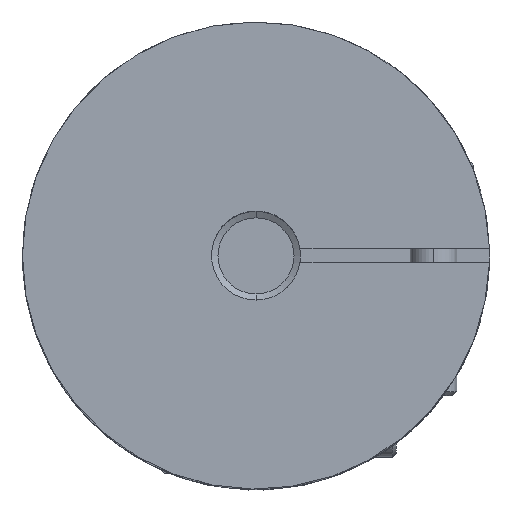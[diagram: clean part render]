
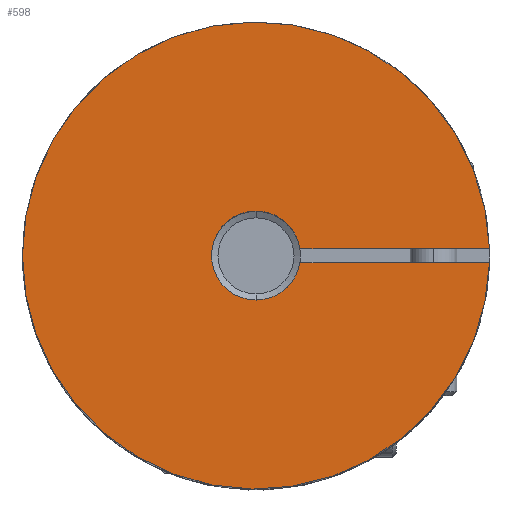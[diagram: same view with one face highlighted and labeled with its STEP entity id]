
A CAD part, top view. The second image highlights one B-rep face of the part: STEP entity #598.
In plain terms, the highlighted planar face has unit normal (0, 0, 1).
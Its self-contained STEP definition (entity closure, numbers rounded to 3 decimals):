
#598=ADVANCED_FACE('',(#1257),#1258,.T.);
#1257=FACE_OUTER_BOUND('',#1687,.T.);
#1258=PLANE('',#1688);
#1687=EDGE_LOOP('',(#2377,#2378,#2379,#2380,#2381,#2382,#2383));
#1688=AXIS2_PLACEMENT_3D('',#2384,#2385,#2386);
#2377=ORIENTED_EDGE('',*,*,#3499,.T.);
#2378=ORIENTED_EDGE('',*,*,#3451,.T.);
#2379=ORIENTED_EDGE('',*,*,#3504,.T.);
#2380=ORIENTED_EDGE('',*,*,#3448,.T.);
#2381=ORIENTED_EDGE('',*,*,#3503,.T.);
#2382=ORIENTED_EDGE('',*,*,#3409,.T.);
#2383=ORIENTED_EDGE('',*,*,#3505,.T.);
#2384=CARTESIAN_POINT('',(0.0,0.0,29.8));
#2385=DIRECTION('',(0.0,0.0,1.0));
#2386=DIRECTION('',(1.0,0.0,0.0));
#3409=EDGE_CURVE('',#3881,#3878,#3882,.T.);
#3448=EDGE_CURVE('',#3952,#3956,#3958,.T.);
#3451=EDGE_CURVE('',#3963,#3961,#3964,.T.);
#3499=EDGE_CURVE('',#4041,#3963,#4042,.T.);
#3503=EDGE_CURVE('',#3956,#3881,#4046,.T.);
#3504=EDGE_CURVE('',#3961,#3952,#4047,.T.);
#3505=EDGE_CURVE('',#3878,#4041,#4048,.T.);
#3878=VERTEX_POINT('',#4320);
#3881=VERTEX_POINT('',#4324);
#3882=CIRCLE('',#4325,25.0);
#3952=VERTEX_POINT('',#4515);
#3956=VERTEX_POINT('',#4520);
#3958=CIRCLE('',#4523,4.765);
#3961=VERTEX_POINT('',#4527);
#3963=VERTEX_POINT('',#4530);
#3964=CIRCLE('',#4531,4.765);
#4041=VERTEX_POINT('',#4697);
#4042=LINE('',#4698,#4699);
#4046=LINE('',#4705,#4706);
#4047=CIRCLE('',#4707,4.765);
#4048=CIRCLE('',#4708,25.0);
#4320=CARTESIAN_POINT('',(-25.0,0.,29.8));
#4324=CARTESIAN_POINT('',(24.989,0.75,29.8));
#4325=AXIS2_PLACEMENT_3D('',#5295,#5296,#5297);
#4515=CARTESIAN_POINT('',(0.,4.765,29.8));
#4520=CARTESIAN_POINT('',(4.706,0.75,29.8));
#4523=AXIS2_PLACEMENT_3D('',#5365,#5366,#5367);
#4527=CARTESIAN_POINT('',(0.,-4.765,29.8));
#4530=CARTESIAN_POINT('',(4.706,-0.75,29.8));
#4531=AXIS2_PLACEMENT_3D('',#5370,#5371,#5372);
#4697=CARTESIAN_POINT('',(24.989,-0.75,29.8));
#4698=CARTESIAN_POINT('',(12.5,-0.75,29.8));
#4699=VECTOR('',#5450,1.0);
#4705=CARTESIAN_POINT('',(12.5,0.75,29.8));
#4706=VECTOR('',#5456,1.0);
#4707=AXIS2_PLACEMENT_3D('',#5457,#5458,#5459);
#4708=AXIS2_PLACEMENT_3D('',#5460,#5461,#5462);
#5295=CARTESIAN_POINT('',(0.0,0.0,29.8));
#5296=DIRECTION('',(0.0,0.0,1.0));
#5297=DIRECTION('',(1.0,0.0,0.0));
#5365=CARTESIAN_POINT('',(0.0,0.0,29.8));
#5366=DIRECTION('',(0.0,0.0,-1.0));
#5367=DIRECTION('',(0.0,1.0,0.0));
#5370=CARTESIAN_POINT('',(0.0,0.0,29.8));
#5371=DIRECTION('',(0.0,0.0,-1.0));
#5372=DIRECTION('',(0.0,1.0,0.0));
#5450=DIRECTION('',(-1.0,0.0,0.0));
#5456=DIRECTION('',(1.0,0.0,0.0));
#5457=CARTESIAN_POINT('',(0.0,0.0,29.8));
#5458=DIRECTION('',(0.0,0.0,-1.0));
#5459=DIRECTION('',(0.0,1.0,0.0));
#5460=CARTESIAN_POINT('',(0.0,0.0,29.8));
#5461=DIRECTION('',(0.0,0.0,1.0));
#5462=DIRECTION('',(1.0,0.0,0.0));
